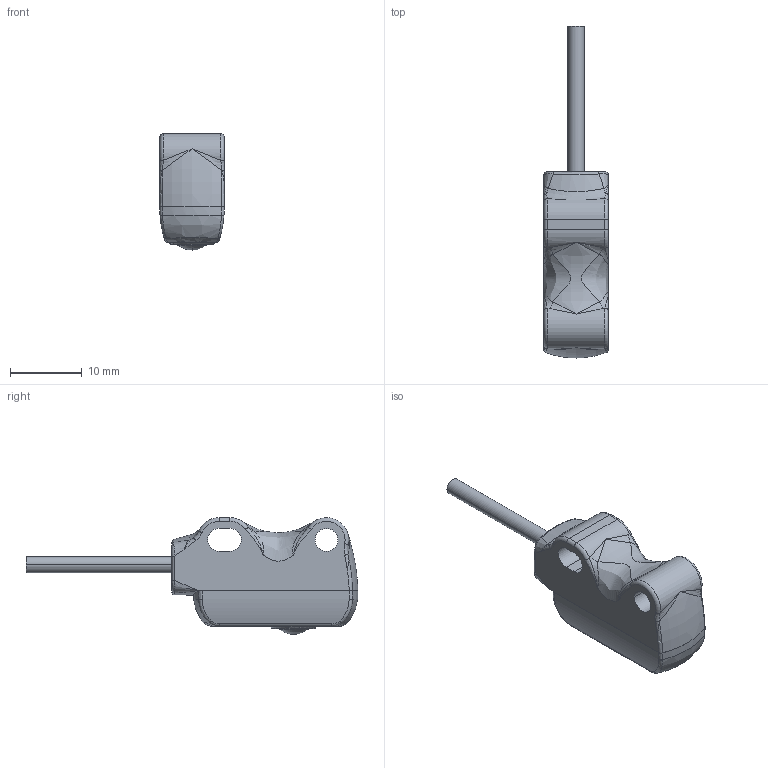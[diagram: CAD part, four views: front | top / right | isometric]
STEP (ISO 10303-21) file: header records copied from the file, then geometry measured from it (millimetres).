
FILE_DESCRIPTION((''),'2;1');
FILE_NAME('149859_SM01_ASM','2025-08-19T13:34:28',('banengservice'),('BANNER ENGINEERING'),'CREO PARAMETRIC BY PTC INC, 2022414','CREO PARAMETRIC BY PTC INC, 2022414','');
FILE_SCHEMA(('CONFIG_CONTROL_DESIGN'));
Length unit declared in the file: millimetre
Products named in the file (3): 149859_EP01; 55142; 149859_SM01_ASM
Assembly tree (2 placements, depth 2):
  149859_SM01_ASM
    149859_EP01
    55142
Bounding box: 9.03 x 46.4 x 16.3 mm (x, y, z)
Volume: 2826.3 mm3; surface area: 1680.3 mm2
Topology: 2 solids, 2 shells, 147 faces, 340 edges, 197 vertices
Faces by surface type: bspline 54, cylinder 38, plane 30, torus 17, cone 6, sphere 2
Entity records: 7685 total; most frequent: CARTESIAN_POINT 4630, ORIENTED_EDGE 672, DIRECTION 562, EDGE_CURVE 336, AXIS2_PLACEMENT_3D 244, VERTEX_POINT 197, EDGE_LOOP 157, CIRCLE 147
